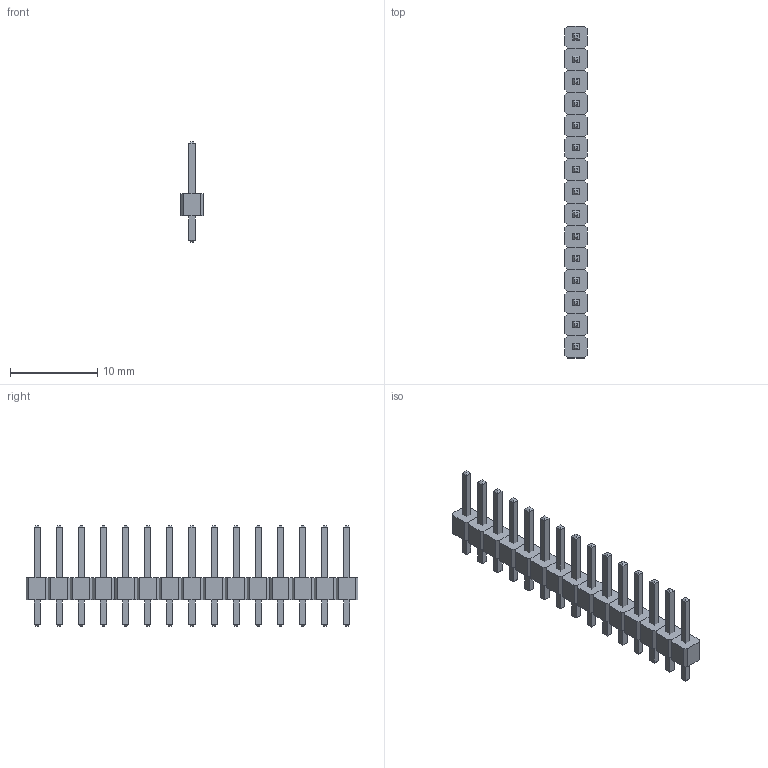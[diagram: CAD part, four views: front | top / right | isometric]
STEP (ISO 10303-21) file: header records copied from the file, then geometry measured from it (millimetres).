
FILE_DESCRIPTION(('FreeCAD Model'),'2;1');
FILE_NAME('Open CASCADE Shape Model','2022-07-24T09:40:34',( 'kicad StepUp'),('ksu MCAD'),'Open CASCADE STEP processor 7.5', 'FreeCAD','Unknown');
FILE_SCHEMA(('AUTOMOTIVE_DESIGN { 1 0 10303 214 1 1 1 1 }'));
Length unit declared in the file: millimetre
Products named in the file (3): PinHeader_P2.54mm_1x15; Body; Pin
Assembly tree (2 placements, depth 2):
  PinHeader_P2.54mm_1x15
    Body
    Pin
Bounding box: 2.54 x 38.1 x 11.5 mm (x, y, z)
Volume: 322.1 mm3; surface area: 896.4 mm2
Topology: 16 solids, 16 shells, 392 faces, 844 edges, 484 vertices
Faces by surface type: plane 392
Entity records: 10245 total; most frequent: CARTESIAN_POINT 1723, ORIENTED_EDGE 1688, DIRECTION 1634, EDGE_CURVE 844, LINE 844, VECTOR 844, VERTEX_POINT 484, AXIS2_PLACEMENT_3D 395
